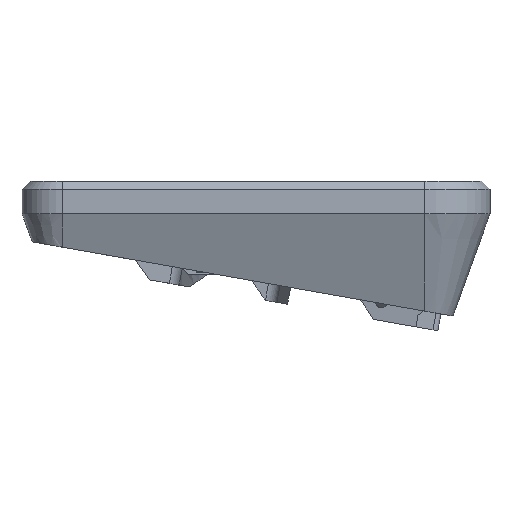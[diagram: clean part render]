
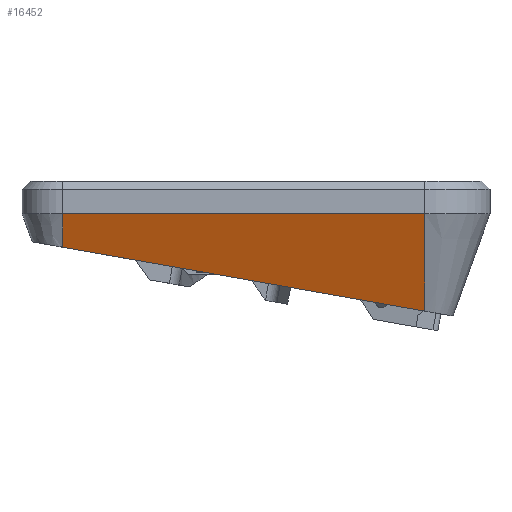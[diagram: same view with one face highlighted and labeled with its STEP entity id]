
A CAD part, front view. The second image highlights one B-rep face of the part: STEP entity #16452.
In plain terms, the highlighted planar face has unit normal (0, -0.94, -0.342).
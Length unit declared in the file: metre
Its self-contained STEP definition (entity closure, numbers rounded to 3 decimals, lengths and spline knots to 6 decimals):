
#725=LINE('',#25175,#2439);
#734=LINE('',#25198,#2448);
#735=LINE('',#25200,#2449);
#736=LINE('',#25202,#2450);
#2439=VECTOR('',#19488,1.);
#2448=VECTOR('',#19511,1.);
#2449=VECTOR('',#19512,1.);
#2450=VECTOR('',#19513,1.);
#3854=PLANE('',#17444);
#5670=ORIENTED_EDGE('',*,*,#10454,.T.);
#5671=ORIENTED_EDGE('',*,*,#10466,.F.);
#5672=ORIENTED_EDGE('',*,*,#10467,.T.);
#5673=ORIENTED_EDGE('',*,*,#10468,.F.);
#10454=EDGE_CURVE('',#12850,#12849,#725,.T.);
#10466=EDGE_CURVE('',#12857,#12849,#734,.T.);
#10467=EDGE_CURVE('',#12857,#12858,#735,.T.);
#10468=EDGE_CURVE('',#12850,#12858,#736,.T.);
#12849=VERTEX_POINT('',#25174);
#12850=VERTEX_POINT('',#25176);
#12857=VERTEX_POINT('',#25199);
#12858=VERTEX_POINT('',#25201);
#14443=EDGE_LOOP('',(#5670,#5671,#5672,#5673));
#15438=FACE_BOUND('',#14443,.T.);
#16452=ADVANCED_FACE('',(#15438),#3854,.T.);
#17444=AXIS2_PLACEMENT_3D('',#25197,#19509,#19510);
#19488=DIRECTION('',(0.,-0.342,0.94));
#19509=DIRECTION('',(0.,-0.94,-0.342));
#19510=DIRECTION('',(1.,0.,0.));
#19511=DIRECTION('',(1.,0.,0.));
#19512=DIRECTION('',(0.,0.342,-0.94));
#19513=DIRECTION('',(-0.983,-0.063,0.173));
#25174=CARTESIAN_POINT('',(0.0751,-0.05334,0.0236));
#25175=CARTESIAN_POINT('',(0.0751,-0.047153,0.0066));
#25176=CARTESIAN_POINT('',(0.0751,-0.044647,-0.000285));
#25197=CARTESIAN_POINT('',(0.0381,-0.047153,0.0066));
#25198=CARTESIAN_POINT('',(0.0751,-0.05334,0.0236));
#25199=CARTESIAN_POINT('',(-0.0139,-0.05334,0.0236));
#25200=CARTESIAN_POINT('',(-0.0139,-0.05334,0.0236));
#25201=CARTESIAN_POINT('',(-0.0139,-0.050358,0.015408));
#25202=CARTESIAN_POINT('',(0.03803,-0.047026,0.006251));
